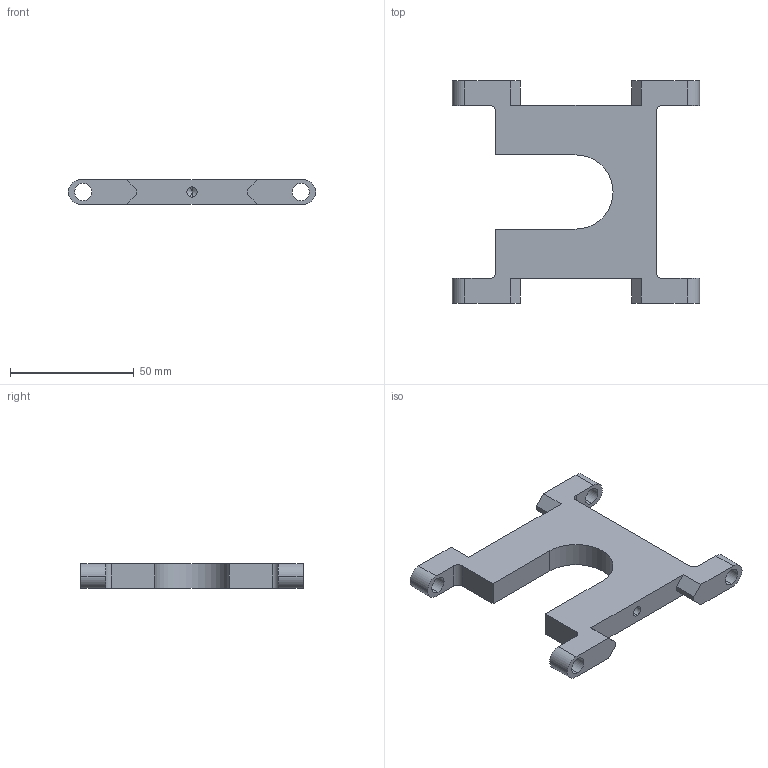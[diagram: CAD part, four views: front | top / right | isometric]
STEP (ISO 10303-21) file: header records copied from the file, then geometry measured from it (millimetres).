
FILE_DESCRIPTION (( 'STEP AP214' ), '1' );
FILE_NAME ('WXZ-USI-02-A BIELLE1 .STEP', '2020-12-28T10:47:31', ( '' ), ( '' ), 'SwSTEP 2.0', 'SolidWorks 2020', '' );
FILE_SCHEMA (( 'AUTOMOTIVE_DESIGN' ));
Length unit declared in the file: millimetre
Products named in the file (1): WXZ-USI-02-A BIELLE1 
Bounding box: 100 x 90 x 10 mm (x, y, z)
Volume: 40261.2 mm3; surface area: 14833.1 mm2
Topology: 1 solids, 1 shells, 58 faces, 164 edges, 106 vertices
Faces by surface type: plane 29, cylinder 25, cone 4
Entity records: 1952 total; most frequent: DIRECTION 328, CARTESIAN_POINT 325, ORIENTED_EDGE 320, EDGE_CURVE 160, VECTOR 110, LINE 110, AXIS2_PLACEMENT_3D 109, VERTEX_POINT 106
